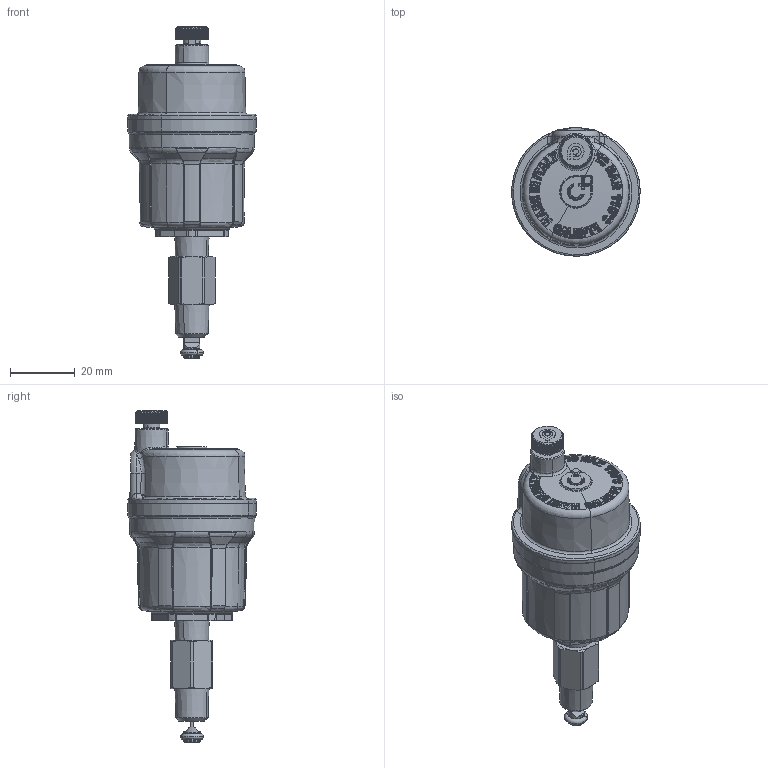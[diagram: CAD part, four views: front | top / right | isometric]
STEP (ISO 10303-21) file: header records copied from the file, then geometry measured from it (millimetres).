
FILE_DESCRIPTION(('CATIA V5 STEP Exchange','CAx-IF Rec.Pracs.--- Model Styling and Organization---1.5--- 2016-08-15','CAx-IF Rec.Pracs.---Supplemental Geometry---1.0---2011-11-01','CAx-IF Rec.Pracs.--- Composite Materials ---3.4---2017-06-13','CAx-IF Rec.Pracs.---Tessellated 3D Geometry---1.0---2015-12-17'),'2;1');
FILE_NAME('STEP_502710A_-_TST.stp','2025-03-05T07:53:46+00:00',('none'),('none'),'CATIA Version 5-6 Release 2020 SP5','CATIA V5 STEP AP242 v2','none');
FILE_SCHEMA(('AP242_MANAGED_MODEL_BASED_3D_ENGINEERING_MIM_LF {1 0 10303 442 1 1 4}'));
Products named in the file (1): 502710A - TST
Bounding box: 39.81 x 39.84 x 102.87 mm (x, y, z)
Volume: 53635.3 mm3; surface area: 9790.4 mm2
Topology: 2 solids, 2 shells, 2451 faces, 5858 edges, 3220 vertices
Faces by surface type: bspline 874, cylinder 634, plane 486, sphere 197, cone 137, torus 123
Entity records: 120938 total; most frequent: CARTESIAN_POINT 76330, ORIENTED_EDGE 11254, EDGE_CURVE 5627, DIRECTION 5269, VERTEX_POINT 3220, B_SPLINE_CURVE_WITH_KNOTS 3094, AXIS2_PLACEMENT_3D 2525, EDGE_LOOP 2493
